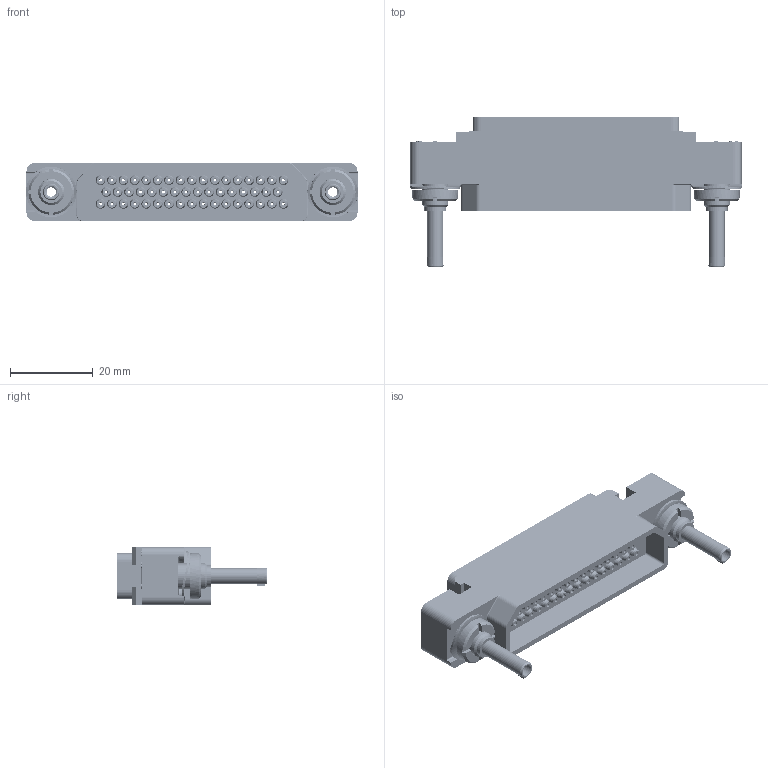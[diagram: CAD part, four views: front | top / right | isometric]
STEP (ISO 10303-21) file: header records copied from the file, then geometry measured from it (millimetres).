
FILE_DESCRIPTION((''),'2;1');
FILE_NAME('00197722300','2020-03-12T',('presta_be4'),(''),'CREO PARAMETRIC BY PTC INC, 2018360','CREO PARAMETRIC BY PTC INC, 2018360','');
FILE_SCHEMA(('CONFIG_CONTROL_DESIGN'));
Products named in the file (1): 00197722300
Bounding box: 80.22 x 36.27 x 14 mm (x, y, z)
Volume: 14524.5 mm3; surface area: 18534.7 mm2
Topology: 3 solids, 3 shells, 6925 faces, 16997 edges, 10554 vertices
Faces by surface type: plane 2627, cylinder 1930, torus 1110, cone 1058, bspline 200
Entity records: 233305 total; most frequent: CARTESIAN_POINT 66142, DIRECTION 36685, ORIENTED_EDGE 33994, EDGE_CURVE 16997, AXIS2_PLACEMENT_3D 14075, VERTEX_POINT 10554, VECTOR 8535, LINE 8535
